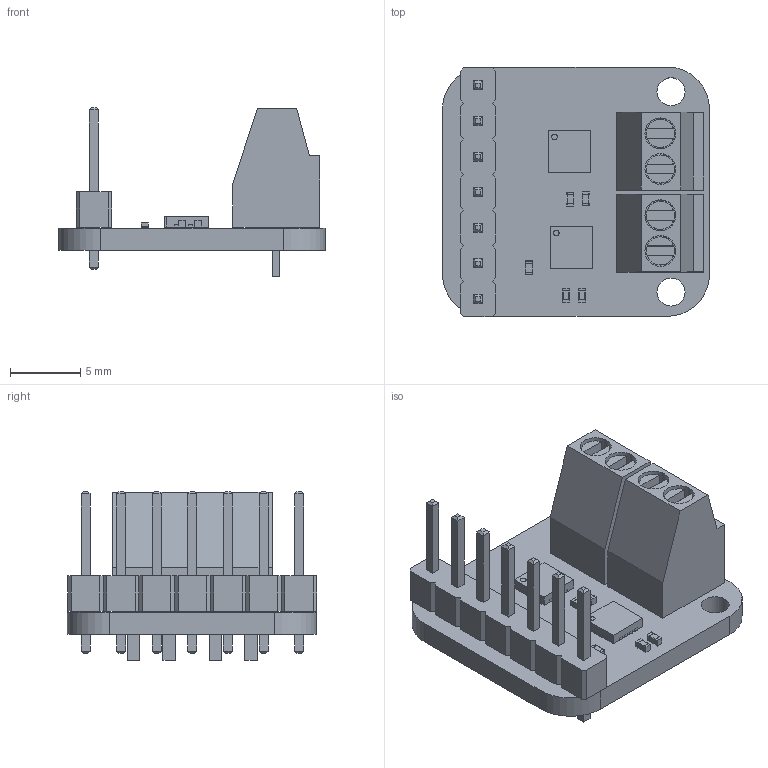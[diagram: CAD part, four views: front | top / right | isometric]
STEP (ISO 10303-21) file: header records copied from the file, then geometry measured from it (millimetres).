
FILE_DESCRIPTION(('KiCad electronic assembly'),'2;1');
FILE_NAME('StereoAmpV2.step','2021-07-06T20:33:00',('An Author'),( 'A Company'),'Open CASCADE STEP processor 7.5', 'KiCad to STEP converter','Unknown');
FILE_SCHEMA(('AUTOMOTIVE_DESIGN { 1 0 10303 214 1 1 1 1 }'));
Length unit declared in the file: millimetre
Products named in the file (28): Open CASCADE STEP translator 7.5 1; C_0402_1005Metric; SOLID; PinHeader_1x07_P2.54mm_Vertical; TerminalBlock_Phoenix_MPT-0,5-2-2.54_1x02_P2.54mm_Horizontal; R_0402_1005Metric; Maxim_Electronics_-_MAX98357AETE+T; COMPOUND
Assembly tree (32 placements, depth 3):
  Open CASCADE STEP translator 7.5 1
    C_0402_1005Metric  x4
      SOLID
    PinHeader_1x07_P2.54mm_Vertical
      SOLID
    TerminalBlock_Phoenix_MPT-0,5-2-2.54_1x02_P2.54mm_Horizontal  x2
      SOLID
    R_0402_1005Metric
      SOLID
    Maxim_Electronics_-_MAX98357AETE+T  x2
      SOLID
      SOLID
      SOLID
      SOLID
      SOLID
      SOLID
      SOLID
      SOLID
      SOLID
      SOLID
      SOLID
      SOLID
      SOLID
      SOLID
      SOLID
      SOLID
      SOLID
    COMPOUND
Bounding box: 19.05 x 17.83 x 12.04 mm (x, y, z)
Volume: 1075.1 mm3; surface area: 2245.4 mm2
Topology: 43 solids, 43 shells, 707 faces, 1639 edges, 1062 vertices
Faces by surface type: plane 600, cylinder 91, bspline 16
Full cylindrical faces by diameter (mm): 0.41 x2, 1 x7, 1.1 x12, 2 x6, 2.2 x4
Entity records: 29119 total; most frequent: CARTESIAN_POINT 4417, DIRECTION 4062, LINE 2802, VECTOR 2802, ORIENTED_EDGE 2050, PCURVE 2050, DEFINITIONAL_REPRESENTATION 2050, EDGE_CURVE 1025
